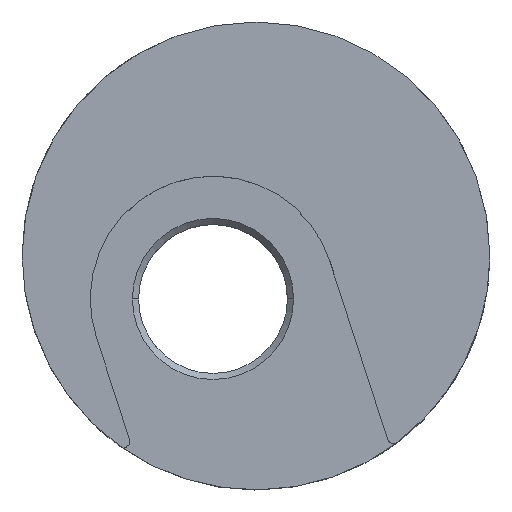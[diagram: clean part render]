
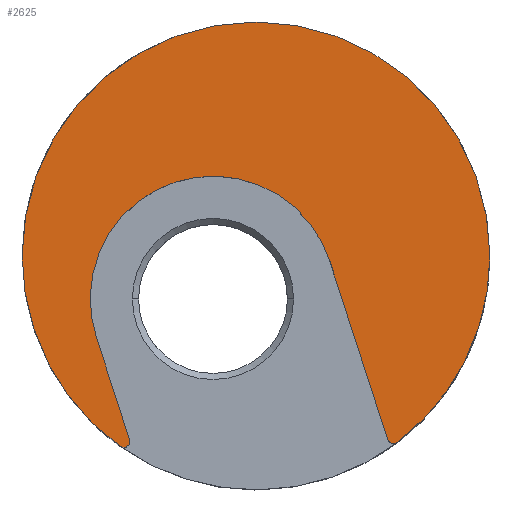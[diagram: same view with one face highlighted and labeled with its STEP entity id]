
A CAD part, top view. The second image highlights one B-rep face of the part: STEP entity #2625.
In plain terms, the highlighted planar face has unit normal (0, 0, 1).
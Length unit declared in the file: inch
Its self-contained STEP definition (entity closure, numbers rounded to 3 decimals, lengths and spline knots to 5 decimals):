
#10 = CIRCLE ( 'NONE', #1813, 0.01969 ) ;
#15 = CARTESIAN_POINT ( 'NONE',  ( -0.61206, 0.13794, 0. ) ) ;
#36 = CARTESIAN_POINT ( 'NONE',  ( 0.59087, -0.45985, 0. ) ) ;
#356 = CIRCLE ( 'NONE', #768, 0.01969 ) ;
#429 = DIRECTION ( 'NONE',  ( -0.309, 0.951, 0. ) ) ;
#446 = AXIS2_PLACEMENT_3D ( 'NONE', #1875, #1029, #2516 ) ;
#459 = VERTEX_POINT ( 'NONE', #15 ) ;
#481 = VERTEX_POINT ( 'NONE', #36 ) ;
#483 = DIRECTION ( 'NONE',  ( 0., 0., -1. ) ) ;
#512 = CARTESIAN_POINT ( 'NONE',  ( 0.57898, -0.44416, 0. ) ) ;
#536 = ORIENTED_EDGE ( 'NONE', *, *, #649, .F. ) ;
#540 = EDGE_CURVE ( 'NONE', #906, #459, #1892, .T. ) ;
#551 = VERTEX_POINT ( 'NONE', #807 ) ;
#639 = CARTESIAN_POINT ( 'NONE',  ( 0.56026, -0.45025, 0. ) ) ;
#645 = VERTEX_POINT ( 'NONE', #1288 ) ;
#649 = EDGE_CURVE ( 'NONE', #1024, #1529, #1970, .T. ) ;
#677 = CARTESIAN_POINT ( 'NONE',  ( 0.13794, 0.13794, 0. ) ) ;
#680 = CARTESIAN_POINT ( 'NONE',  ( 0.13794, 0.13794, 0. ) ) ;
#690 = DIRECTION ( 'NONE',  ( 1., 0., 0. ) ) ;
#703 = CARTESIAN_POINT ( 'NONE',  ( -0.28634, -0.45649, 0. ) ) ;
#704 = CARTESIAN_POINT ( 'NONE',  ( 0.13794, 0.13794, 0. ) ) ;
#717 = DIRECTION ( 'NONE',  ( 1., 0., 0. ) ) ;
#722 = DIRECTION ( 'NONE',  ( 0., 0., -1. ) ) ;
#735 = DIRECTION ( 'NONE',  ( 1., 0., 0. ) ) ;
#768 = AXIS2_PLACEMENT_3D ( 'NONE', #2322, #1049, #2544 ) ;
#807 = CARTESIAN_POINT ( 'NONE',  ( 0.88794, 0.13794, 0. ) ) ;
#815 = PLANE ( 'NONE',  #446 ) ;
#857 = DIRECTION ( 'NONE',  ( 1., 0., 0. ) ) ;
#875 = CARTESIAN_POINT ( 'NONE',  ( 0.37443, 0.12166, 0. ) ) ;
#886 = DIRECTION ( 'NONE',  ( 1., 0., 0. ) ) ;
#906 = VERTEX_POINT ( 'NONE', #1707 ) ;
#1006 = EDGE_CURVE ( 'NONE', #459, #551, #1417, .T. ) ;
#1024 = VERTEX_POINT ( 'NONE', #875 ) ;
#1029 = DIRECTION ( 'NONE',  ( 0., 0., -1. ) ) ;
#1049 = DIRECTION ( 'NONE',  ( 0., 0., -1. ) ) ;
#1067 = LINE ( 'NONE', #1724, #2702 ) ;
#1286 = LINE ( 'NONE', #639, #1790 ) ;
#1288 = CARTESIAN_POINT ( 'NONE',  ( 0.56026, -0.45025, 0. ) ) ;
#1292 = ORIENTED_EDGE ( 'NONE', *, *, #2159, .F. ) ;
#1294 = DIRECTION ( 'NONE',  ( 0., 0., -1. ) ) ;
#1303 = EDGE_CURVE ( 'NONE', #2537, #2016, #2018, .T. ) ;
#1390 = AXIS2_PLACEMENT_3D ( 'NONE', #677, #2158, #886 ) ;
#1411 = DIRECTION ( 'NONE',  ( 0.309, -0.951, 0. ) ) ;
#1417 = CIRCLE ( 'NONE', #2011, 0.75 ) ;
#1529 = VERTEX_POINT ( 'NONE', #2561 ) ;
#1563 = ORIENTED_EDGE ( 'NONE', *, *, #1908, .F. ) ;
#1707 = CARTESIAN_POINT ( 'NONE',  ( -0.29777, -0.47251, 0. ) ) ;
#1724 = CARTESIAN_POINT ( 'NONE',  ( -0.37443, -0.12166, 0. ) ) ;
#1727 = CARTESIAN_POINT ( 'NONE',  ( -0.26665, -0.45649, 0. ) ) ;
#1745 = ORIENTED_EDGE ( 'NONE', *, *, #540, .F. ) ;
#1771 = AXIS2_PLACEMENT_3D ( 'NONE', #2728, #2750, #2757 ) ;
#1780 = EDGE_CURVE ( 'NONE', #2016, #906, #356, .T. ) ;
#1790 = VECTOR ( 'NONE', #429, 39.37008 ) ;
#1813 = AXIS2_PLACEMENT_3D ( 'NONE', #512, #1987, #717 ) ;
#1825 = CARTESIAN_POINT ( 'NONE',  ( -0.26762, -0.45041, 0. ) ) ;
#1875 = CARTESIAN_POINT ( 'NONE',  ( 0.13794, 0.13794, 0. ) ) ;
#1892 = CIRCLE ( 'NONE', #2471, 0.75 ) ;
#1908 = EDGE_CURVE ( 'NONE', #645, #1024, #1286, .T. ) ;
#1970 = CIRCLE ( 'NONE', #1771, 0.3937 ) ;
#1987 = DIRECTION ( 'NONE',  ( 0., 0., -1. ) ) ;
#1994 = ORIENTED_EDGE ( 'NONE', *, *, #1303, .F. ) ;
#2009 = EDGE_CURVE ( 'NONE', #551, #481, #2417, .T. ) ;
#2011 = AXIS2_PLACEMENT_3D ( 'NONE', #704, #722, #735 ) ;
#2016 = VERTEX_POINT ( 'NONE', #1727 ) ;
#2018 = CIRCLE ( 'NONE', #2065, 0.01969 ) ;
#2059 = EDGE_CURVE ( 'NONE', #481, #645, #10, .T. ) ;
#2065 = AXIS2_PLACEMENT_3D ( 'NONE', #703, #1294, #857 ) ;
#2136 = ORIENTED_EDGE ( 'NONE', *, *, #2009, .F. ) ;
#2158 = DIRECTION ( 'NONE',  ( 0., 0., -1. ) ) ;
#2159 = EDGE_CURVE ( 'NONE', #1529, #2537, #1067, .T. ) ;
#2168 = FACE_OUTER_BOUND ( 'NONE', #2633, .T. ) ;
#2178 = ORIENTED_EDGE ( 'NONE', *, *, #1780, .F. ) ;
#2322 = CARTESIAN_POINT ( 'NONE',  ( -0.28634, -0.45649, 0. ) ) ;
#2417 = CIRCLE ( 'NONE', #1390, 0.75 ) ;
#2471 = AXIS2_PLACEMENT_3D ( 'NONE', #680, #483, #690 ) ;
#2486 = ORIENTED_EDGE ( 'NONE', *, *, #1006, .F. ) ;
#2516 = DIRECTION ( 'NONE',  ( -1., 0., 0. ) ) ;
#2537 = VERTEX_POINT ( 'NONE', #1825 ) ;
#2544 = DIRECTION ( 'NONE',  ( 1., 0., 0. ) ) ;
#2561 = CARTESIAN_POINT ( 'NONE',  ( -0.37443, -0.12166, 0. ) ) ;
#2571 = ORIENTED_EDGE ( 'NONE', *, *, #2059, .F. ) ;
#2625 = ADVANCED_FACE ( 'NONE', ( #2168 ), #815, .F. ) ;
#2633 = EDGE_LOOP ( 'NONE', ( #536, #1563, #2571, #2136, #2486, #1745, #2178, #1994, #1292 ) ) ;
#2702 = VECTOR ( 'NONE', #1411, 39.37008 ) ;
#2728 = CARTESIAN_POINT ( 'NONE',  ( 0., 0., 0. ) ) ;
#2750 = DIRECTION ( 'NONE',  ( 0., 0., 1. ) ) ;
#2757 = DIRECTION ( 'NONE',  ( 1., 0., 0. ) ) ;
